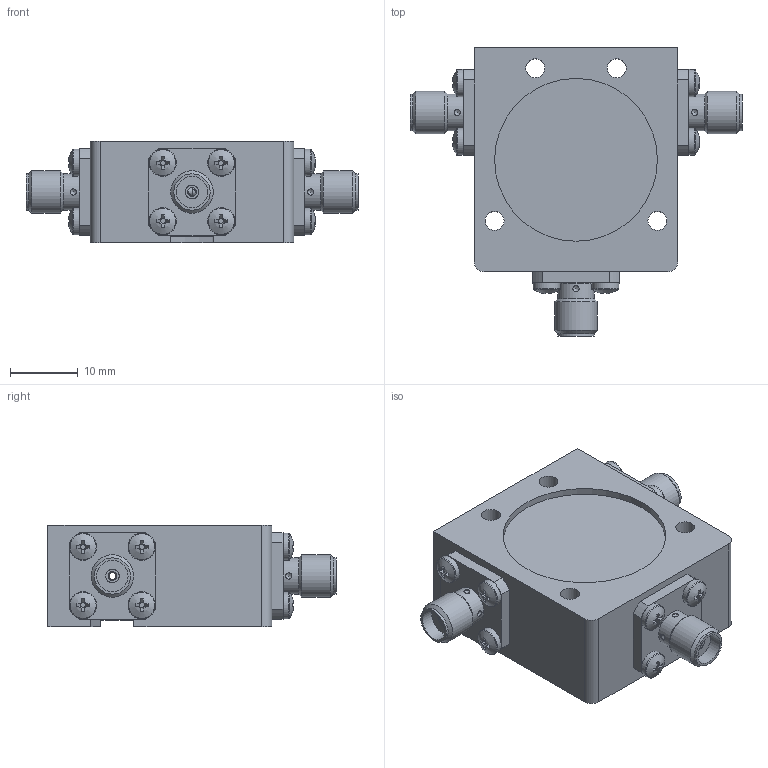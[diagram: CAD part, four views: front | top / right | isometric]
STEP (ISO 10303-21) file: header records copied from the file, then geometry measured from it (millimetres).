
FILE_DESCRIPTION (( 'STEP AP214' ), '1' );
FILE_NAME ('assy circulator1.STEP', '2020-11-19T18:31:26', ( '' ), ( '' ), 'SwSTEP 2.0', 'SolidWorks 2019', '' );
FILE_SCHEMA (( 'AUTOMOTIVE_DESIGN' ));
Length unit declared in the file: millimetre
Products named in the file (1): assy circulator1
Bounding box: 48.94 x 42.47 x 15 mm (x, y, z)
Surface area: 6921.8 mm2 (no closed solid volume)
Topology: 0 solids, 28 shells, 361 faces, 1070 edges, 754 vertices
Faces by surface type: plane 212, cylinder 67, cone 58, bspline 24
Full cylindrical faces by diameter (mm): 0.9 x12, 1.275 x3, 2 x3, 2.8 x4, 4 x12, 4.61 x3, 5.35 x3, 5.4 x3, 6.26 x3, 24 x1
Entity records: 18043 total; most frequent: CARTESIAN_POINT 8626, DIRECTION 1592, ORIENTED_EDGE 1565, EDGE_CURVE 947, VERTEX_POINT 711, AXIS2_PLACEMENT_3D 600, EDGE_LOOP 510, FACE_OUTER_BOUND 420
